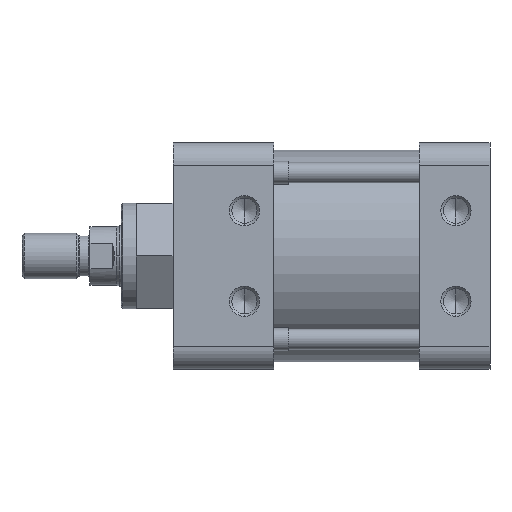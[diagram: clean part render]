
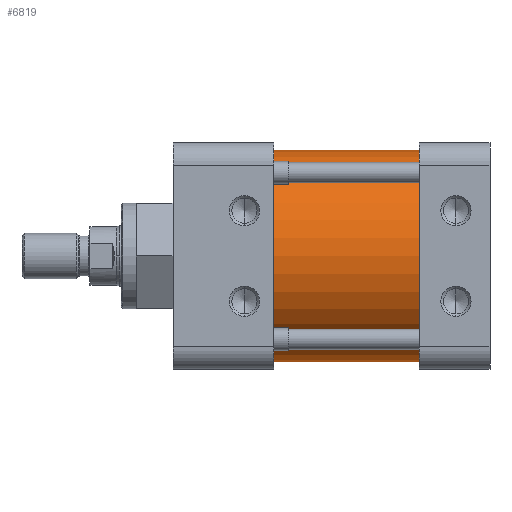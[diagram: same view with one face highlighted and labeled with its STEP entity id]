
A CAD part, front view. The second image highlights one B-rep face of the part: STEP entity #6819.
In plain terms, the highlighted cylindrical face has radius 44.45 mm (diameter 88.9 mm), a partial arc.
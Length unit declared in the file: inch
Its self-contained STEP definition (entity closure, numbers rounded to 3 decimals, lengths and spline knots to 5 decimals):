
#143 = ORIENTED_EDGE ( 'NONE', *, *, #6261, .T. ) ;
#346 = EDGE_CURVE ( 'NONE', #13837, #12004, #11069, .T. ) ;
#440 = AXIS2_PLACEMENT_3D ( 'NONE', #10569, #3807, #11706 ) ;
#885 = CARTESIAN_POINT ( 'NONE',  ( 4.076, 0., 0. ) ) ;
#938 = DIRECTION ( 'NONE',  ( 0., 0., -1. ) ) ;
#974 = VERTEX_POINT ( 'NONE', #14692 ) ;
#1258 = DIRECTION ( 'NONE',  ( -1., 0., 0. ) ) ;
#1512 = ORIENTED_EDGE ( 'NONE', *, *, #346, .T. ) ;
#2040 = DIRECTION ( 'NONE',  ( 1., 0., 0. ) ) ;
#2291 = AXIS2_PLACEMENT_3D ( 'NONE', #8065, #1258, #9188 ) ;
#2580 = LINE ( 'NONE', #11267, #5255 ) ;
#3233 = EDGE_CURVE ( 'NONE', #974, #12004, #3626, .T. ) ;
#3294 = ORIENTED_EDGE ( 'NONE', *, *, #3233, .F. ) ;
#3365 = DIRECTION ( 'NONE',  ( 1., 0., 0. ) ) ;
#3626 = LINE ( 'NONE', #14238, #12278 ) ;
#3807 = DIRECTION ( 'NONE',  ( 1., 0., 0. ) ) ;
#3970 = AXIS2_PLACEMENT_3D ( 'NONE', #885, #2040, #938 ) ;
#4007 = EDGE_LOOP ( 'NONE', ( #3294, #4756, #143, #1512 ) ) ;
#4082 = DIRECTION ( 'NONE',  ( 1., 0., 0. ) ) ;
#4756 = ORIENTED_EDGE ( 'NONE', *, *, #7891, .T. ) ;
#5255 = VECTOR ( 'NONE', #3365, 39.37008 ) ;
#6261 = EDGE_CURVE ( 'NONE', #6575, #13837, #2580, .T. ) ;
#6575 = VERTEX_POINT ( 'NONE', #10699 ) ;
#6819 = ADVANCED_FACE ( 'NONE', ( #10440 ), #14672, .T. ) ;
#7891 = EDGE_CURVE ( 'NONE', #974, #6575, #11400, .T. ) ;
#8065 = CARTESIAN_POINT ( 'NONE',  ( 4.076, 0., 0. ) ) ;
#9188 = DIRECTION ( 'NONE',  ( 0., 0., -1. ) ) ;
#9416 = CARTESIAN_POINT ( 'NONE',  ( 4.076, 0., 1.75 ) ) ;
#10440 = FACE_OUTER_BOUND ( 'NONE', #4007, .T. ) ;
#10569 = CARTESIAN_POINT ( 'NONE',  ( 1.67, 0., 0. ) ) ;
#10699 = CARTESIAN_POINT ( 'NONE',  ( 1.67, 0., -1.75 ) ) ;
#11069 = CIRCLE ( 'NONE', #2291, 1.75 ) ;
#11267 = CARTESIAN_POINT ( 'NONE',  ( 4.076, 0., -1.75 ) ) ;
#11400 = CIRCLE ( 'NONE', #440, 1.75 ) ;
#11706 = DIRECTION ( 'NONE',  ( 0., 0., -1. ) ) ;
#12004 = VERTEX_POINT ( 'NONE', #9416 ) ;
#12278 = VECTOR ( 'NONE', #4082, 39.37008 ) ;
#13155 = CARTESIAN_POINT ( 'NONE',  ( 4.076, 0., -1.75 ) ) ;
#13837 = VERTEX_POINT ( 'NONE', #13155 ) ;
#14238 = CARTESIAN_POINT ( 'NONE',  ( 4.076, 0., 1.75 ) ) ;
#14672 = CYLINDRICAL_SURFACE ( 'NONE', #3970, 1.75 ) ;
#14692 = CARTESIAN_POINT ( 'NONE',  ( 1.67, 0., 1.75 ) ) ;
